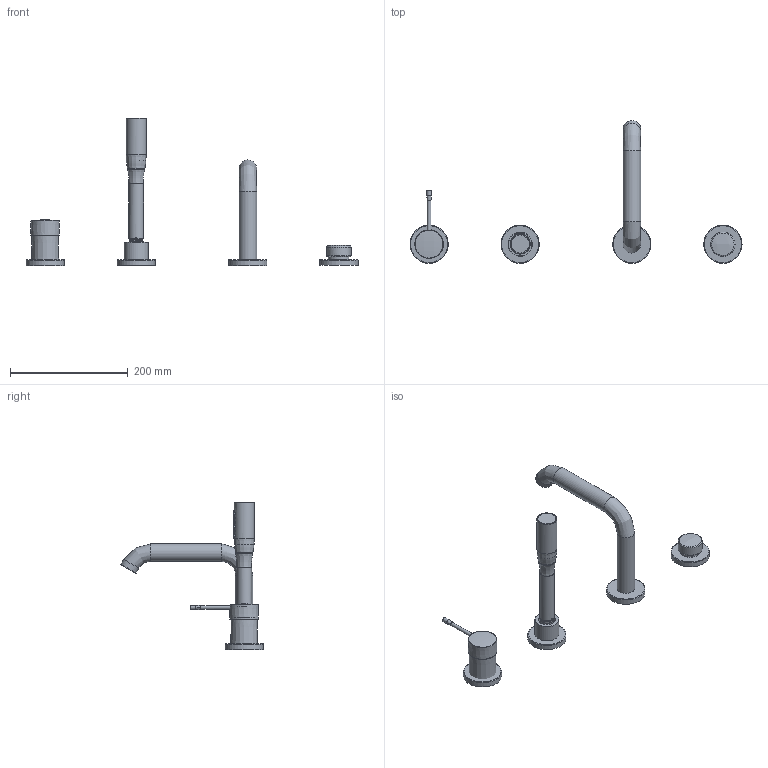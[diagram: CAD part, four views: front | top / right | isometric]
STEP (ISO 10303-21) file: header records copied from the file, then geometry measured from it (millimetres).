
FILE_DESCRIPTION(/* description */ ('Unknown'),/* implementation_level */ '2;1');
FILE_NAME(/* name */ '19578001',/* time_stamp */ '2022-09-07T05:20:22+02:00',/* author */ ('Unknown'),/* organization */ ('GROHE AG'),/* preprocessor_version */ 'ST-DEVELOPER v16.7',/* originating_system */ 'DEX',/* authorisation */ $);
FILE_SCHEMA (('AUTOMOTIVE_DESIGN {1 0 10303 214 3 1 1}'));
Length unit declared in the file: millimetre
Products named in the file (6): 19578001; id11; 2010 01 26 Artikel aktuell; A4286268-2; A4286283-2; sphere#8
Assembly tree (5 placements, depth 2):
  19578001
    id11
    2010 01 26 Artikel aktuell
    A4286268-2
    A4286283-2
    sphere#8
Bounding box: 565 x 242.55 x 250.45 mm (x, y, z)
Surface area: 130356.9 mm2 (no closed solid volume)
Topology: 0 solids, 26 shells, 211 faces, 585 edges, 439 vertices
Faces by surface type: cylinder 71, plane 68, bspline 45, torus 16, cone 9, sphere 2
Full cylindrical faces by diameter (mm): 2.5 x45, 6.35 x1, 6.9 x1, 7.793 x1, 18.4 x1, 23 x1, 24.25 x1, 25 x1, 30 x3, 34 x1, 34.376 x1, 35.5 x1, 36.5 x1, 41 x1, 41.3 x1, 60 x1, 65 x4
Entity records: 23359 total; most frequent: CARTESIAN_POINT 18492, DIRECTION 656, ORIENTED_EDGE 587, EDGE_LOOP 486, FACE_BOUND 486, EDGE_CURVE 387, VERTEX_POINT 375, AXIS2_PLACEMENT_3D 315
